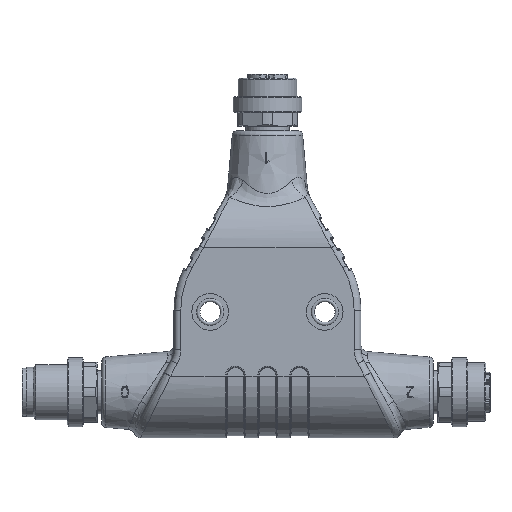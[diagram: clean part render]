
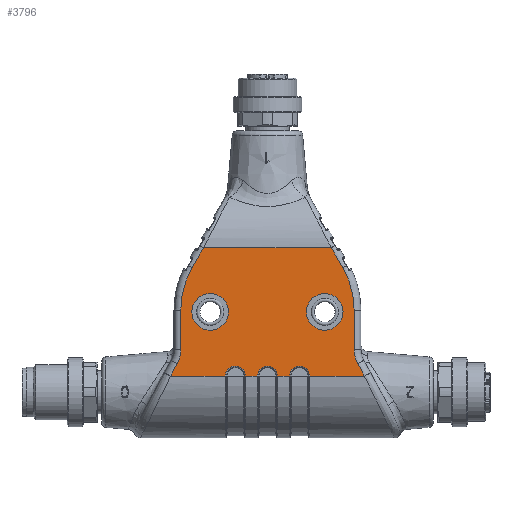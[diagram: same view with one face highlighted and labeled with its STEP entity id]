
A CAD part, top view. The second image highlights one B-rep face of the part: STEP entity #3796.
In plain terms, the highlighted planar face has unit normal (0, 0, 1).
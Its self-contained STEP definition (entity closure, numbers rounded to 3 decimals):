
#1214=LINE('',#20582,#1976);
#1216=LINE('',#20588,#1978);
#1217=LINE('',#20592,#1979);
#1218=LINE('',#20594,#1980);
#1219=LINE('',#20598,#1981);
#1220=LINE('',#20602,#1982);
#1221=LINE('',#20604,#1983);
#1222=LINE('',#20606,#1984);
#1223=LINE('',#20610,#1985);
#1224=LINE('',#20614,#1986);
#1225=LINE('',#20616,#1987);
#1976=VECTOR('',#15013,1.);
#1978=VECTOR('',#15019,1.);
#1979=VECTOR('',#15022,1.);
#1980=VECTOR('',#15023,1.);
#1981=VECTOR('',#15026,1.);
#1982=VECTOR('',#15029,1.);
#1983=VECTOR('',#15030,1.);
#1984=VECTOR('',#15031,1.);
#1985=VECTOR('',#15034,1.);
#1986=VECTOR('',#15037,1.);
#1987=VECTOR('',#15038,1.);
#3445=PLANE('',#13662);
#3796=ADVANCED_FACE('',(#4788,#4789,#4790),#3445,.T.);
#4788=FACE_BOUND('',#5121,.T.);
#4789=FACE_BOUND('',#5122,.T.);
#4790=FACE_BOUND('',#5123,.T.);
#5121=EDGE_LOOP('',(#6448));
#5122=EDGE_LOOP('',(#6449));
#5123=EDGE_LOOP('',(#6450,#6451,#6452,#6453,#6454,#6455,#6456,#6457,#6458,
#6459,#6460,#6461,#6462,#6463,#6464,#6465,#6466,#6467));
#6448=ORIENTED_EDGE('',*,*,#11089,.F.);
#6449=ORIENTED_EDGE('',*,*,#11087,.F.);
#6450=ORIENTED_EDGE('',*,*,#11339,.F.);
#6451=ORIENTED_EDGE('',*,*,#11350,.F.);
#6452=ORIENTED_EDGE('',*,*,#11351,.F.);
#6453=ORIENTED_EDGE('',*,*,#11352,.F.);
#6454=ORIENTED_EDGE('',*,*,#11353,.F.);
#6455=ORIENTED_EDGE('',*,*,#11354,.F.);
#6456=ORIENTED_EDGE('',*,*,#11355,.F.);
#6457=ORIENTED_EDGE('',*,*,#11356,.F.);
#6458=ORIENTED_EDGE('',*,*,#11357,.F.);
#6459=ORIENTED_EDGE('',*,*,#11358,.F.);
#6460=ORIENTED_EDGE('',*,*,#11359,.F.);
#6461=ORIENTED_EDGE('',*,*,#11360,.F.);
#6462=ORIENTED_EDGE('',*,*,#11361,.F.);
#6463=ORIENTED_EDGE('',*,*,#11362,.F.);
#6464=ORIENTED_EDGE('',*,*,#11363,.F.);
#6465=ORIENTED_EDGE('',*,*,#11364,.F.);
#6466=ORIENTED_EDGE('',*,*,#11365,.F.);
#6467=ORIENTED_EDGE('',*,*,#11347,.F.);
#9868=VERTEX_POINT('',#17993);
#9870=VERTEX_POINT('',#17998);
#10041=VERTEX_POINT('',#20564);
#10042=VERTEX_POINT('',#20566);
#10046=VERTEX_POINT('',#20583);
#10048=VERTEX_POINT('',#20589);
#10049=VERTEX_POINT('',#20591);
#10050=VERTEX_POINT('',#20593);
#10051=VERTEX_POINT('',#20595);
#10052=VERTEX_POINT('',#20597);
#10053=VERTEX_POINT('',#20599);
#10054=VERTEX_POINT('',#20601);
#10055=VERTEX_POINT('',#20603);
#10056=VERTEX_POINT('',#20605);
#10057=VERTEX_POINT('',#20607);
#10058=VERTEX_POINT('',#20609);
#10059=VERTEX_POINT('',#20611);
#10060=VERTEX_POINT('',#20613);
#10061=VERTEX_POINT('',#20615);
#10062=VERTEX_POINT('',#20617);
#11087=EDGE_CURVE('',#9868,#9868,#13021,.T.);
#11089=EDGE_CURVE('',#9870,#9870,#13023,.T.);
#11339=EDGE_CURVE('',#10042,#10041,#13073,.T.);
#11347=EDGE_CURVE('',#10041,#10046,#1214,.T.);
#11350=EDGE_CURVE('',#10048,#10042,#1216,.T.);
#11351=EDGE_CURVE('',#10049,#10048,#13082,.T.);
#11352=EDGE_CURVE('',#10050,#10049,#1217,.T.);
#11353=EDGE_CURVE('',#10051,#10050,#1218,.T.);
#11354=EDGE_CURVE('',#10052,#10051,#13083,.T.);
#11355=EDGE_CURVE('',#10053,#10052,#1219,.T.);
#11356=EDGE_CURVE('',#10054,#10053,#13084,.T.);
#11357=EDGE_CURVE('',#10055,#10054,#1220,.T.);
#11358=EDGE_CURVE('',#10056,#10055,#1221,.T.);
#11359=EDGE_CURVE('',#10057,#10056,#1222,.T.);
#11360=EDGE_CURVE('',#10058,#10057,#13085,.T.);
#11361=EDGE_CURVE('',#10059,#10058,#1223,.T.);
#11362=EDGE_CURVE('',#10060,#10059,#13086,.T.);
#11363=EDGE_CURVE('',#10061,#10060,#1224,.T.);
#11364=EDGE_CURVE('',#10062,#10061,#1225,.T.);
#11365=EDGE_CURVE('',#10046,#10062,#13087,.T.);
#13021=CIRCLE('',#13554,4.);
#13023=CIRCLE('',#13557,4.);
#13073=CIRCLE('',#13642,2.192);
#13082=CIRCLE('',#13656,2.192);
#13083=CIRCLE('',#13657,6.482);
#13084=CIRCLE('',#13658,18.518);
#13085=CIRCLE('',#13659,18.518);
#13086=CIRCLE('',#13660,6.482);
#13087=CIRCLE('',#13661,2.192);
#13554=AXIS2_PLACEMENT_3D('',#17992,#14774,#14775);
#13557=AXIS2_PLACEMENT_3D('',#17997,#14780,#14781);
#13642=AXIS2_PLACEMENT_3D('',#20567,#14989,#14990);
#13656=AXIS2_PLACEMENT_3D('',#20590,#15020,#15021);
#13657=AXIS2_PLACEMENT_3D('',#20596,#15024,#15025);
#13658=AXIS2_PLACEMENT_3D('',#20600,#15027,#15028);
#13659=AXIS2_PLACEMENT_3D('',#20608,#15032,#15033);
#13660=AXIS2_PLACEMENT_3D('',#20612,#15035,#15036);
#13661=AXIS2_PLACEMENT_3D('',#20618,#15039,#15040);
#13662=AXIS2_PLACEMENT_3D('',#20619,#15041,#15042);
#14774=DIRECTION('',(0.,0.,1.));
#14775=DIRECTION('',(1.,0.,0.));
#14780=DIRECTION('',(0.,0.,1.));
#14781=DIRECTION('',(1.,0.,0.));
#14989=DIRECTION('',(0.,0.,1.));
#14990=DIRECTION('',(0.,1.,0.));
#15013=DIRECTION('',(-1.,0.,0.));
#15019=DIRECTION('',(-1.,0.,0.));
#15020=DIRECTION('',(0.,0.,1.));
#15021=DIRECTION('',(0.,1.,0.));
#15022=DIRECTION('',(-1.,0.,0.));
#15023=DIRECTION('',(0.478,-0.879,0.));
#15024=DIRECTION('',(0.,0.,1.));
#15025=DIRECTION('',(-0.969,-0.246,0.));
#15026=DIRECTION('',(0.,-1.,0.));
#15027=DIRECTION('',(0.,0.,-1.));
#15028=DIRECTION('',(0.966,0.259,0.));
#15029=DIRECTION('',(0.5,-0.866,0.));
#15030=DIRECTION('',(1.,0.,0.));
#15031=DIRECTION('',(0.5,0.866,0.));
#15032=DIRECTION('',(0.,0.,-1.));
#15033=DIRECTION('',(-0.966,0.259,0.));
#15034=DIRECTION('',(0.,1.,0.));
#15035=DIRECTION('',(0.,0.,1.));
#15036=DIRECTION('',(0.969,-0.246,0.));
#15037=DIRECTION('',(0.478,0.879,0.));
#15038=DIRECTION('',(-1.,0.,0.));
#15039=DIRECTION('',(0.,0.,1.));
#15040=DIRECTION('',(0.,1.,0.));
#15041=DIRECTION('',(0.,0.,1.));
#15042=DIRECTION('',(1.,0.,0.));
#17992=CARTESIAN_POINT('',(-12.5,0.,13.476));
#17993=CARTESIAN_POINT('',(-8.5,0.,13.476));
#17997=CARTESIAN_POINT('',(12.5,0.,13.476));
#17998=CARTESIAN_POINT('',(16.5,0.,13.476));
#20564=CARTESIAN_POINT('',(-2.192,-14.,13.476));
#20566=CARTESIAN_POINT('',(2.192,-14.,13.476));
#20567=CARTESIAN_POINT('',(0.,-14.,13.476));
#20582=CARTESIAN_POINT('',(-20.4,-14.,13.476));
#20583=CARTESIAN_POINT('',(-4.808,-14.,13.476));
#20588=CARTESIAN_POINT('',(-20.4,-14.,13.476));
#20589=CARTESIAN_POINT('',(4.808,-14.,13.476));
#20590=CARTESIAN_POINT('',(7.,-14.,13.476));
#20591=CARTESIAN_POINT('',(9.192,-14.,13.476));
#20592=CARTESIAN_POINT('',(-20.4,-14.,13.476));
#20593=CARTESIAN_POINT('',(21.16,-14.,13.476));
#20594=CARTESIAN_POINT('',(14.777,-2.261,13.476));
#20595=CARTESIAN_POINT('',(19.705,-11.325,13.476));
#20596=CARTESIAN_POINT('',(25.4,-8.229,13.476));
#20597=CARTESIAN_POINT('',(18.918,-8.229,13.476));
#20598=CARTESIAN_POINT('',(18.918,-12.75,13.476));
#20599=CARTESIAN_POINT('',(18.918,0.396,13.476));
#20600=CARTESIAN_POINT('',(0.4,0.396,13.476));
#20601=CARTESIAN_POINT('',(16.437,9.655,13.476));
#20602=CARTESIAN_POINT('',(12.112,17.145,13.476));
#20603=CARTESIAN_POINT('',(13.928,14.,13.476));
#20604=CARTESIAN_POINT('',(0.,14.,13.476));
#20605=CARTESIAN_POINT('',(-13.928,14.,13.476));
#20606=CARTESIAN_POINT('',(-18.012,6.926,13.476));
#20607=CARTESIAN_POINT('',(-16.437,9.655,13.476));
#20608=CARTESIAN_POINT('',(-0.4,0.396,13.476));
#20609=CARTESIAN_POINT('',(-18.918,0.396,13.476));
#20610=CARTESIAN_POINT('',(-18.918,12.75,13.476));
#20611=CARTESIAN_POINT('',(-18.918,-8.229,13.476));
#20612=CARTESIAN_POINT('',(-25.4,-8.229,13.476));
#20613=CARTESIAN_POINT('',(-19.705,-11.325,13.476));
#20614=CARTESIAN_POINT('',(-19.127,-10.261,13.476));
#20615=CARTESIAN_POINT('',(-21.16,-14.,13.476));
#20616=CARTESIAN_POINT('',(-20.4,-14.,13.476));
#20617=CARTESIAN_POINT('',(-9.192,-14.,13.476));
#20618=CARTESIAN_POINT('',(-7.,-14.,13.476));
#20619=CARTESIAN_POINT('',(0.,0.,13.476));
